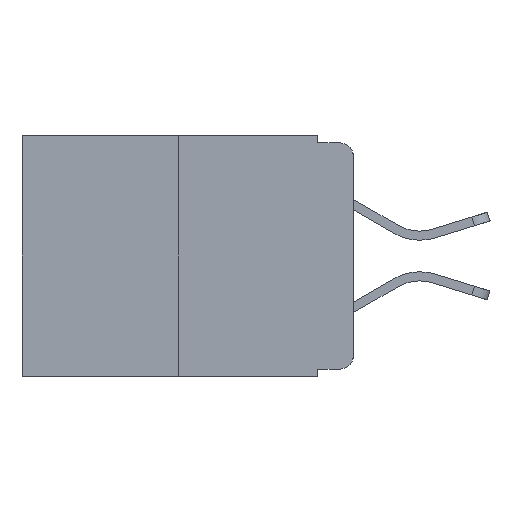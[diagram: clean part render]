
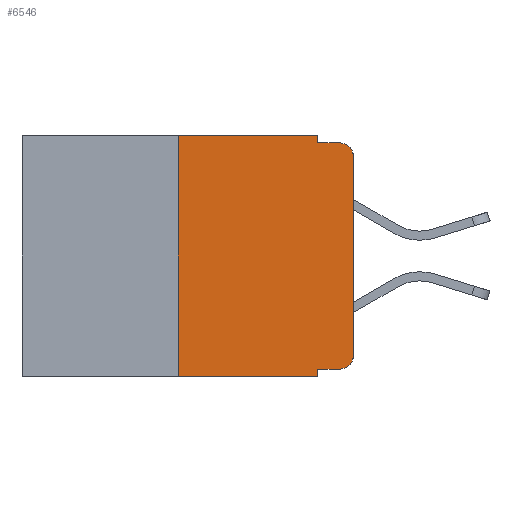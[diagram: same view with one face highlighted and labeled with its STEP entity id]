
A CAD part, left-side view. The second image highlights one B-rep face of the part: STEP entity #6546.
In plain terms, the highlighted planar face has unit normal (-1, 0, 0).
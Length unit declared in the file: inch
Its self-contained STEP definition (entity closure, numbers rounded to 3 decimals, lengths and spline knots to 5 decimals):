
#39 = CARTESIAN_POINT ( 'NONE',  ( 0., 0.25, 0. ) ) ;
#43 = ORIENTED_EDGE ( 'NONE', *, *, #8765, .T. ) ;
#116 = CARTESIAN_POINT ( 'NONE',  ( 0., 0.051, -0.333 ) ) ;
#133 = EDGE_LOOP ( 'NONE', ( #43, #2055, #3012, #1915, #176, #2692, #774, #3587, #7699, #7261 ) ) ;
#176 = ORIENTED_EDGE ( 'NONE', *, *, #4502, .F. ) ;
#211 = VERTEX_POINT ( 'NONE', #4244 ) ;
#295 = CARTESIAN_POINT ( 'NONE',  ( 0., 0.473, 0. ) ) ;
#382 = LINE ( 'NONE', #6591, #5583 ) ;
#593 = CARTESIAN_POINT ( 'NONE',  ( 0., 0.02, -0.333 ) ) ;
#614 = EDGE_CURVE ( 'NONE', #9793, #7242, #9288, .T. ) ;
#774 = ORIENTED_EDGE ( 'NONE', *, *, #3728, .T. ) ;
#889 = LINE ( 'NONE', #116, #9755 ) ;
#1059 = CARTESIAN_POINT ( 'NONE',  ( 0., 0.25, 0. ) ) ;
#1075 = CARTESIAN_POINT ( 'NONE',  ( 0., 0.02, -0.01 ) ) ;
#1186 = CARTESIAN_POINT ( 'NONE',  ( 0., 0.051, -0.333 ) ) ;
#1266 = DIRECTION ( 'NONE',  ( -1., 0., 0. ) ) ;
#1454 = VECTOR ( 'NONE', #10424, 39.37008 ) ;
#1866 = VECTOR ( 'NONE', #5171, 39.37008 ) ;
#1915 = ORIENTED_EDGE ( 'NONE', *, *, #2266, .F. ) ;
#1929 = VERTEX_POINT ( 'NONE', #2601 ) ;
#2054 = LINE ( 'NONE', #10542, #6365 ) ;
#2055 = ORIENTED_EDGE ( 'NONE', *, *, #614, .T. ) ;
#2224 = CARTESIAN_POINT ( 'NONE',  ( 0., 0., -0.313 ) ) ;
#2266 = EDGE_CURVE ( 'NONE', #2852, #1929, #10378, .T. ) ;
#2381 = CARTESIAN_POINT ( 'NONE',  ( 0., 0.02, -0.03 ) ) ;
#2601 = CARTESIAN_POINT ( 'NONE',  ( 0., 0.051, -0.01 ) ) ;
#2692 = ORIENTED_EDGE ( 'NONE', *, *, #9007, .F. ) ;
#2829 = VECTOR ( 'NONE', #6642, 39.37008 ) ;
#2851 = AXIS2_PLACEMENT_3D ( 'NONE', #295, #8418, #3415 ) ;
#2852 = VERTEX_POINT ( 'NONE', #8895 ) ;
#2947 = EDGE_CURVE ( 'NONE', #1929, #7242, #2054, .T. ) ;
#3012 = ORIENTED_EDGE ( 'NONE', *, *, #2947, .F. ) ;
#3026 = CARTESIAN_POINT ( 'NONE',  ( 0., 0.051, -0.343 ) ) ;
#3278 = VECTOR ( 'NONE', #5225, 39.37008 ) ;
#3415 = DIRECTION ( 'NONE',  ( 0., 0., -1. ) ) ;
#3587 = ORIENTED_EDGE ( 'NONE', *, *, #3858, .F. ) ;
#3728 = EDGE_CURVE ( 'NONE', #211, #8648, #382, .T. ) ;
#3826 = EDGE_CURVE ( 'NONE', #4597, #6747, #889, .T. ) ;
#3840 = EDGE_CURVE ( 'NONE', #6747, #5699, #5948, .T. ) ;
#3858 = EDGE_CURVE ( 'NONE', #4597, #8648, #7558, .T. ) ;
#4047 = DIRECTION ( 'NONE',  ( 0., -1., 0. ) ) ;
#4244 = CARTESIAN_POINT ( 'NONE',  ( 0., 0.25, -0.343 ) ) ;
#4502 = EDGE_CURVE ( 'NONE', #5557, #2852, #9380, .T. ) ;
#4561 = LINE ( 'NONE', #39, #1866 ) ;
#4597 = VERTEX_POINT ( 'NONE', #1186 ) ;
#4943 = CARTESIAN_POINT ( 'NONE',  ( 0., 0.473, 0. ) ) ;
#5171 = DIRECTION ( 'NONE',  ( 0., 0., 1. ) ) ;
#5225 = DIRECTION ( 'NONE',  ( 0., 0., -1. ) ) ;
#5350 = LINE ( 'NONE', #5825, #2829 ) ;
#5557 = VERTEX_POINT ( 'NONE', #1059 ) ;
#5583 = VECTOR ( 'NONE', #4047, 39.37008 ) ;
#5699 = VERTEX_POINT ( 'NONE', #2224 ) ;
#5825 = CARTESIAN_POINT ( 'NONE',  ( 0., 0., 0. ) ) ;
#5948 = CIRCLE ( 'NONE', #9056, 0.02 ) ;
#6318 = CARTESIAN_POINT ( 'NONE',  ( 0., 0., -0.03 ) ) ;
#6365 = VECTOR ( 'NONE', #10503, 39.37008 ) ;
#6537 = DIRECTION ( 'NONE',  ( 0., -1., 0. ) ) ;
#6540 = DIRECTION ( 'NONE',  ( 0., 0., -1. ) ) ;
#6546 = ADVANCED_FACE ( 'NONE', ( #10911 ), #7652, .F. ) ;
#6591 = CARTESIAN_POINT ( 'NONE',  ( 0., 0.473, -0.343 ) ) ;
#6642 = DIRECTION ( 'NONE',  ( 0., 0., 1. ) ) ;
#6654 = VECTOR ( 'NONE', #6537, 39.37008 ) ;
#6722 = DIRECTION ( 'NONE',  ( -1., 0., 0. ) ) ;
#6747 = VERTEX_POINT ( 'NONE', #593 ) ;
#6805 = CARTESIAN_POINT ( 'NONE',  ( 0., 0.02, -0.313 ) ) ;
#7242 = VERTEX_POINT ( 'NONE', #1075 ) ;
#7261 = ORIENTED_EDGE ( 'NONE', *, *, #3840, .T. ) ;
#7558 = LINE ( 'NONE', #10519, #3278 ) ;
#7574 = DIRECTION ( 'NONE',  ( 0., 0., -1. ) ) ;
#7652 = PLANE ( 'NONE',  #2851 ) ;
#7699 = ORIENTED_EDGE ( 'NONE', *, *, #3826, .T. ) ;
#8418 = DIRECTION ( 'NONE',  ( 1., 0., 0. ) ) ;
#8648 = VERTEX_POINT ( 'NONE', #3026 ) ;
#8663 = AXIS2_PLACEMENT_3D ( 'NONE', #2381, #6722, #6540 ) ;
#8765 = EDGE_CURVE ( 'NONE', #5699, #9793, #5350, .T. ) ;
#8895 = CARTESIAN_POINT ( 'NONE',  ( 0., 0.051, 0. ) ) ;
#9007 = EDGE_CURVE ( 'NONE', #211, #5557, #4561, .T. ) ;
#9056 = AXIS2_PLACEMENT_3D ( 'NONE', #6805, #1266, #7574 ) ;
#9288 = CIRCLE ( 'NONE', #8663, 0.02 ) ;
#9380 = LINE ( 'NONE', #4943, #6654 ) ;
#9755 = VECTOR ( 'NONE', #9767, 39.37008 ) ;
#9767 = DIRECTION ( 'NONE',  ( 0., -1., 0. ) ) ;
#9793 = VERTEX_POINT ( 'NONE', #6318 ) ;
#10378 = LINE ( 'NONE', #10478, #1454 ) ;
#10424 = DIRECTION ( 'NONE',  ( 0., 0., -1. ) ) ;
#10478 = CARTESIAN_POINT ( 'NONE',  ( 0., 0.051, 0. ) ) ;
#10503 = DIRECTION ( 'NONE',  ( 0., -1., 0. ) ) ;
#10519 = CARTESIAN_POINT ( 'NONE',  ( 0., 0.051, 0. ) ) ;
#10542 = CARTESIAN_POINT ( 'NONE',  ( 0., 0.051, -0.01 ) ) ;
#10911 = FACE_OUTER_BOUND ( 'NONE', #133, .T. ) ;
